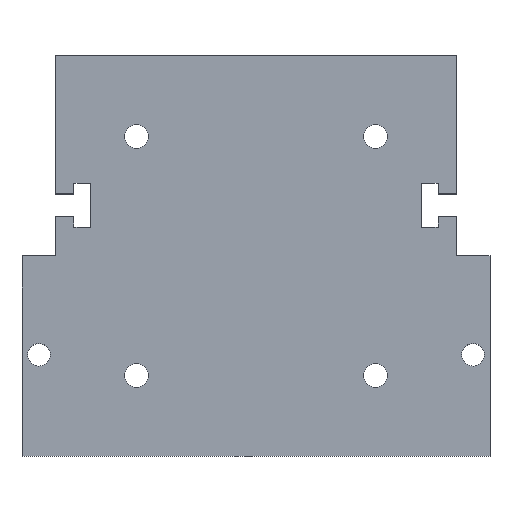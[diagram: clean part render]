
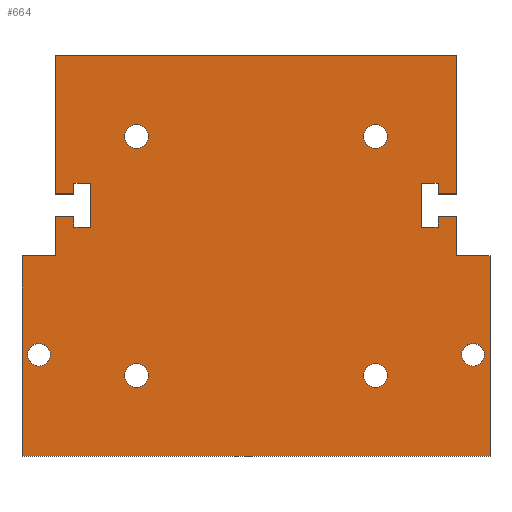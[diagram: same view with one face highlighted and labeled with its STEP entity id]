
A CAD part, top view. The second image highlights one B-rep face of the part: STEP entity #664.
In plain terms, the highlighted planar face has unit normal (0, 0, 1).
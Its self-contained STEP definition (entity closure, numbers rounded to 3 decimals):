
#21=FACE_BOUND('',#123,.T.);
#22=FACE_BOUND('',#124,.T.);
#23=FACE_BOUND('',#125,.T.);
#24=FACE_BOUND('',#126,.T.);
#25=FACE_BOUND('',#127,.T.);
#26=FACE_BOUND('',#128,.T.);
#52=PLANE('',#722);
#84=FACE_OUTER_BOUND('',#122,.T.);
#122=EDGE_LOOP('',(#597,#598,#599,#600,#601,#602,#603,#604,#605,#606,#607,
#608,#609,#610,#611,#612,#613,#614,#615,#616,#617,#618,#619,#620));
#123=EDGE_LOOP('',(#621));
#124=EDGE_LOOP('',(#622));
#125=EDGE_LOOP('',(#623));
#126=EDGE_LOOP('',(#624));
#127=EDGE_LOOP('',(#625));
#128=EDGE_LOOP('',(#626));
#135=LINE('',#931,#213);
#139=LINE('',#939,#217);
#142=LINE('',#945,#220);
#145=LINE('',#951,#223);
#148=LINE('',#957,#226);
#151=LINE('',#963,#229);
#154=LINE('',#969,#232);
#157=LINE('',#975,#235);
#160=LINE('',#981,#238);
#163=LINE('',#987,#241);
#166=LINE('',#993,#244);
#169=LINE('',#999,#247);
#172=LINE('',#1005,#250);
#175=LINE('',#1011,#253);
#178=LINE('',#1017,#256);
#181=LINE('',#1023,#259);
#184=LINE('',#1029,#262);
#187=LINE('',#1035,#265);
#190=LINE('',#1041,#268);
#193=LINE('',#1047,#271);
#196=LINE('',#1053,#274);
#199=LINE('',#1059,#277);
#202=LINE('',#1065,#280);
#205=LINE('',#1070,#283);
#213=VECTOR('',#769,10.);
#217=VECTOR('',#775,10.);
#220=VECTOR('',#780,10.);
#223=VECTOR('',#785,10.);
#226=VECTOR('',#790,10.);
#229=VECTOR('',#795,10.);
#232=VECTOR('',#800,10.);
#235=VECTOR('',#805,10.);
#238=VECTOR('',#810,10.);
#241=VECTOR('',#815,10.);
#244=VECTOR('',#820,10.);
#247=VECTOR('',#825,10.);
#250=VECTOR('',#830,10.);
#253=VECTOR('',#835,10.);
#256=VECTOR('',#840,10.);
#259=VECTOR('',#845,10.);
#262=VECTOR('',#850,10.);
#265=VECTOR('',#855,10.);
#268=VECTOR('',#860,10.);
#271=VECTOR('',#865,10.);
#274=VECTOR('',#870,10.);
#277=VECTOR('',#875,10.);
#280=VECTOR('',#880,10.);
#283=VECTOR('',#885,10.);
#286=CIRCLE('',#681,1.05);
#288=CIRCLE('',#684,1.05);
#290=CIRCLE('',#687,1.05);
#292=CIRCLE('',#690,1.05);
#294=CIRCLE('',#693,1.);
#296=CIRCLE('',#696,1.);
#298=VERTEX_POINT('',#895);
#300=VERTEX_POINT('',#901);
#302=VERTEX_POINT('',#907);
#304=VERTEX_POINT('',#913);
#306=VERTEX_POINT('',#919);
#308=VERTEX_POINT('',#925);
#309=VERTEX_POINT('',#929);
#310=VERTEX_POINT('',#930);
#313=VERTEX_POINT('',#938);
#315=VERTEX_POINT('',#944);
#317=VERTEX_POINT('',#950);
#319=VERTEX_POINT('',#956);
#321=VERTEX_POINT('',#962);
#323=VERTEX_POINT('',#968);
#325=VERTEX_POINT('',#974);
#327=VERTEX_POINT('',#980);
#329=VERTEX_POINT('',#986);
#331=VERTEX_POINT('',#992);
#333=VERTEX_POINT('',#998);
#335=VERTEX_POINT('',#1004);
#337=VERTEX_POINT('',#1010);
#339=VERTEX_POINT('',#1016);
#341=VERTEX_POINT('',#1022);
#343=VERTEX_POINT('',#1028);
#345=VERTEX_POINT('',#1034);
#347=VERTEX_POINT('',#1040);
#349=VERTEX_POINT('',#1046);
#351=VERTEX_POINT('',#1052);
#353=VERTEX_POINT('',#1058);
#355=VERTEX_POINT('',#1064);
#359=EDGE_CURVE('',#298,#298,#286,.T.);
#362=EDGE_CURVE('',#300,#300,#288,.T.);
#365=EDGE_CURVE('',#302,#302,#290,.T.);
#368=EDGE_CURVE('',#304,#304,#292,.T.);
#371=EDGE_CURVE('',#306,#306,#294,.T.);
#374=EDGE_CURVE('',#308,#308,#296,.T.);
#375=EDGE_CURVE('',#309,#310,#135,.T.);
#379=EDGE_CURVE('',#310,#313,#139,.T.);
#382=EDGE_CURVE('',#313,#315,#142,.T.);
#385=EDGE_CURVE('',#315,#317,#145,.T.);
#388=EDGE_CURVE('',#317,#319,#148,.T.);
#391=EDGE_CURVE('',#321,#319,#151,.T.);
#394=EDGE_CURVE('',#323,#321,#154,.T.);
#397=EDGE_CURVE('',#323,#325,#157,.T.);
#400=EDGE_CURVE('',#325,#327,#160,.T.);
#403=EDGE_CURVE('',#329,#327,#163,.T.);
#406=EDGE_CURVE('',#331,#329,#166,.T.);
#409=EDGE_CURVE('',#333,#331,#169,.T.);
#412=EDGE_CURVE('',#335,#333,#172,.T.);
#415=EDGE_CURVE('',#335,#337,#175,.T.);
#418=EDGE_CURVE('',#339,#337,#178,.T.);
#421=EDGE_CURVE('',#341,#339,#181,.T.);
#424=EDGE_CURVE('',#343,#341,#184,.T.);
#427=EDGE_CURVE('',#345,#343,#187,.T.);
#430=EDGE_CURVE('',#347,#345,#190,.T.);
#433=EDGE_CURVE('',#347,#349,#193,.T.);
#436=EDGE_CURVE('',#351,#349,#196,.T.);
#439=EDGE_CURVE('',#353,#351,#199,.T.);
#442=EDGE_CURVE('',#355,#353,#202,.T.);
#445=EDGE_CURVE('',#309,#355,#205,.T.);
#597=ORIENTED_EDGE('',*,*,#445,.F.);
#598=ORIENTED_EDGE('',*,*,#375,.T.);
#599=ORIENTED_EDGE('',*,*,#379,.T.);
#600=ORIENTED_EDGE('',*,*,#382,.T.);
#601=ORIENTED_EDGE('',*,*,#385,.T.);
#602=ORIENTED_EDGE('',*,*,#388,.T.);
#603=ORIENTED_EDGE('',*,*,#391,.F.);
#604=ORIENTED_EDGE('',*,*,#394,.F.);
#605=ORIENTED_EDGE('',*,*,#397,.T.);
#606=ORIENTED_EDGE('',*,*,#400,.T.);
#607=ORIENTED_EDGE('',*,*,#403,.F.);
#608=ORIENTED_EDGE('',*,*,#406,.F.);
#609=ORIENTED_EDGE('',*,*,#409,.F.);
#610=ORIENTED_EDGE('',*,*,#412,.F.);
#611=ORIENTED_EDGE('',*,*,#415,.T.);
#612=ORIENTED_EDGE('',*,*,#418,.F.);
#613=ORIENTED_EDGE('',*,*,#421,.F.);
#614=ORIENTED_EDGE('',*,*,#424,.F.);
#615=ORIENTED_EDGE('',*,*,#427,.F.);
#616=ORIENTED_EDGE('',*,*,#430,.F.);
#617=ORIENTED_EDGE('',*,*,#433,.T.);
#618=ORIENTED_EDGE('',*,*,#436,.F.);
#619=ORIENTED_EDGE('',*,*,#439,.F.);
#620=ORIENTED_EDGE('',*,*,#442,.F.);
#621=ORIENTED_EDGE('',*,*,#374,.F.);
#622=ORIENTED_EDGE('',*,*,#371,.F.);
#623=ORIENTED_EDGE('',*,*,#368,.F.);
#624=ORIENTED_EDGE('',*,*,#365,.F.);
#625=ORIENTED_EDGE('',*,*,#362,.F.);
#626=ORIENTED_EDGE('',*,*,#359,.F.);
#664=ADVANCED_FACE('',(#84,#21,#22,#23,#24,#25,#26),#52,.F.);
#681=AXIS2_PLACEMENT_3D('',#897,#730,#731);
#684=AXIS2_PLACEMENT_3D('',#903,#737,#738);
#687=AXIS2_PLACEMENT_3D('',#909,#744,#745);
#690=AXIS2_PLACEMENT_3D('',#915,#751,#752);
#693=AXIS2_PLACEMENT_3D('',#921,#758,#759);
#696=AXIS2_PLACEMENT_3D('',#927,#765,#766);
#722=AXIS2_PLACEMENT_3D('',#1073,#889,#890);
#730=DIRECTION('center_axis',(0.,0.,1.));
#731=DIRECTION('ref_axis',(-1.,0.,0.));
#737=DIRECTION('center_axis',(0.,0.,1.));
#738=DIRECTION('ref_axis',(-1.,0.,0.));
#744=DIRECTION('center_axis',(0.,0.,1.));
#745=DIRECTION('ref_axis',(-1.,0.,0.));
#751=DIRECTION('center_axis',(0.,0.,1.));
#752=DIRECTION('ref_axis',(-1.,0.,0.));
#758=DIRECTION('center_axis',(0.,0.,1.));
#759=DIRECTION('ref_axis',(-1.,0.,0.));
#765=DIRECTION('center_axis',(0.,0.,1.));
#766=DIRECTION('ref_axis',(-1.,0.,0.));
#769=DIRECTION('',(0.,1.,0.));
#775=DIRECTION('',(1.,0.,0.));
#780=DIRECTION('',(0.,-1.,0.));
#785=DIRECTION('',(-1.,0.,0.));
#790=DIRECTION('',(0.,1.,0.));
#795=DIRECTION('',(1.,0.,0.));
#800=DIRECTION('',(0.,1.,0.));
#805=DIRECTION('',(-1.,0.,0.));
#810=DIRECTION('',(0.,-1.,0.));
#815=DIRECTION('',(-1.,0.,0.));
#820=DIRECTION('',(0.,-1.,0.));
#825=DIRECTION('',(1.,0.,0.));
#830=DIRECTION('',(0.,-1.,0.));
#835=DIRECTION('',(-1.,0.,0.));
#840=DIRECTION('',(0.,1.,0.));
#845=DIRECTION('',(1.,0.,0.));
#850=DIRECTION('',(0.,-1.,0.));
#855=DIRECTION('',(-1.,0.,0.));
#860=DIRECTION('',(0.,1.,0.));
#865=DIRECTION('',(1.,0.,0.));
#870=DIRECTION('',(0.,-1.,0.));
#875=DIRECTION('',(1.,0.,0.));
#880=DIRECTION('',(0.,1.,0.));
#885=DIRECTION('',(-1.,0.,0.));
#889=DIRECTION('center_axis',(0.,0.,-1.));
#890=DIRECTION('ref_axis',(-1.,0.,0.));
#895=CARTESIAN_POINT('',(-9.557,10.607,-10.25));
#897=CARTESIAN_POINT('Origin',(-10.607,10.607,-10.25));
#901=CARTESIAN_POINT('',(11.657,-10.607,-10.25));
#903=CARTESIAN_POINT('Origin',(10.607,-10.607,-10.25));
#907=CARTESIAN_POINT('',(11.657,10.607,-10.25));
#909=CARTESIAN_POINT('Origin',(10.607,10.607,-10.25));
#913=CARTESIAN_POINT('',(-9.557,-10.607,-10.25));
#915=CARTESIAN_POINT('Origin',(-10.607,-10.607,-10.25));
#919=CARTESIAN_POINT('',(20.264,-8.763,-10.25));
#921=CARTESIAN_POINT('Origin',(19.264,-8.763,-10.25));
#925=CARTESIAN_POINT('',(-18.264,-8.763,-10.25));
#927=CARTESIAN_POINT('Origin',(-19.264,-8.763,-10.25));
#929=CARTESIAN_POINT('',(-16.164,5.5,-10.25));
#930=CARTESIAN_POINT('',(-16.164,6.45,-10.25));
#931=CARTESIAN_POINT('',(-16.164,2.55,-10.25));
#938=CARTESIAN_POINT('',(-14.664,6.45,-10.25));
#939=CARTESIAN_POINT('',(-16.164,6.45,-10.25));
#944=CARTESIAN_POINT('',(-14.664,2.55,-10.25));
#945=CARTESIAN_POINT('',(-14.664,6.45,-10.25));
#950=CARTESIAN_POINT('',(-16.164,2.55,-10.25));
#951=CARTESIAN_POINT('',(-14.664,2.55,-10.25));
#956=CARTESIAN_POINT('',(-16.164,3.5,-10.25));
#957=CARTESIAN_POINT('',(-16.164,2.55,-10.25));
#962=CARTESIAN_POINT('',(-17.764,3.5,-10.25));
#963=CARTESIAN_POINT('',(-17.764,3.5,-10.25));
#968=CARTESIAN_POINT('',(-17.764,0.,-10.25));
#969=CARTESIAN_POINT('',(-17.764,-17.763,-10.25));
#974=CARTESIAN_POINT('',(-20.764,0.,-10.25));
#975=CARTESIAN_POINT('',(-17.764,0.,-10.25));
#980=CARTESIAN_POINT('',(-20.764,-17.763,-10.25));
#981=CARTESIAN_POINT('',(-20.764,0.,-10.25));
#986=CARTESIAN_POINT('',(20.764,-17.763,-10.25));
#987=CARTESIAN_POINT('',(20.764,-17.763,-10.25));
#992=CARTESIAN_POINT('',(20.764,0.,-10.25));
#993=CARTESIAN_POINT('',(20.764,0.,-10.25));
#998=CARTESIAN_POINT('',(17.764,0.,-10.25));
#999=CARTESIAN_POINT('',(17.764,0.,-10.25));
#1004=CARTESIAN_POINT('',(17.764,3.5,-10.25));
#1005=CARTESIAN_POINT('',(17.764,17.763,-10.25));
#1010=CARTESIAN_POINT('',(16.164,3.5,-10.25));
#1011=CARTESIAN_POINT('',(17.764,3.5,-10.25));
#1016=CARTESIAN_POINT('',(16.164,2.55,-10.25));
#1017=CARTESIAN_POINT('',(16.164,2.55,-10.25));
#1022=CARTESIAN_POINT('',(14.664,2.55,-10.25));
#1023=CARTESIAN_POINT('',(14.664,2.55,-10.25));
#1028=CARTESIAN_POINT('',(14.664,6.45,-10.25));
#1029=CARTESIAN_POINT('',(14.664,6.45,-10.25));
#1034=CARTESIAN_POINT('',(16.164,6.45,-10.25));
#1035=CARTESIAN_POINT('',(16.164,6.45,-10.25));
#1040=CARTESIAN_POINT('',(16.164,5.5,-10.25));
#1041=CARTESIAN_POINT('',(16.164,2.55,-10.25));
#1046=CARTESIAN_POINT('',(17.764,5.5,-10.25));
#1047=CARTESIAN_POINT('',(14.664,5.5,-10.25));
#1052=CARTESIAN_POINT('',(17.764,17.763,-10.25));
#1053=CARTESIAN_POINT('',(17.764,17.763,-10.25));
#1058=CARTESIAN_POINT('',(-17.764,17.763,-10.25));
#1059=CARTESIAN_POINT('',(-17.764,17.763,-10.25));
#1064=CARTESIAN_POINT('',(-17.764,5.5,-10.25));
#1065=CARTESIAN_POINT('',(-17.764,-17.763,-10.25));
#1070=CARTESIAN_POINT('',(-14.664,5.5,-10.25));
#1073=CARTESIAN_POINT('Origin',(0.,0.,-10.25));
